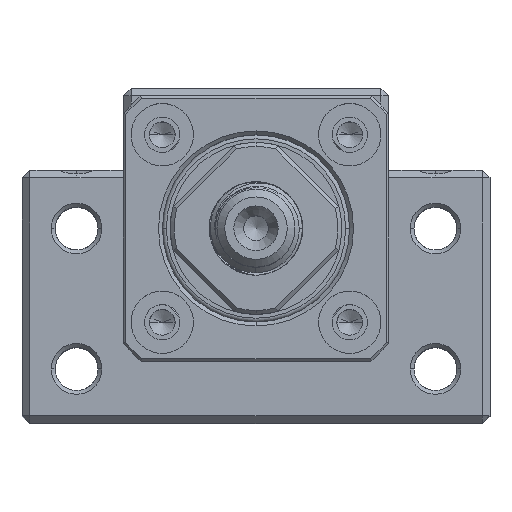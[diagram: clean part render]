
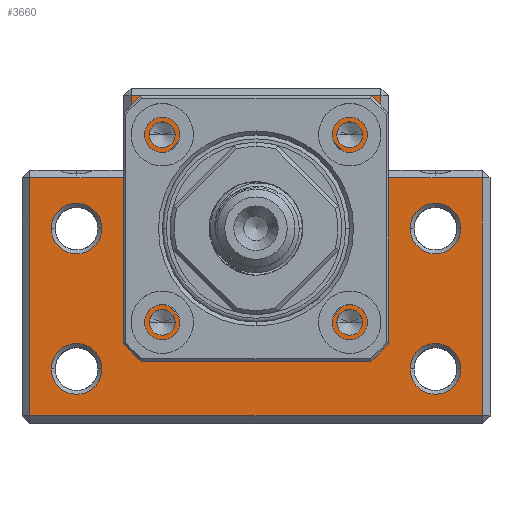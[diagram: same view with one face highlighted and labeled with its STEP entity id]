
A CAD part, top view. The second image highlights one B-rep face of the part: STEP entity #3660.
In plain terms, the highlighted planar face has unit normal (0, 0, 1).
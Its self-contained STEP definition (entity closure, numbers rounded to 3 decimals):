
#193=CARTESIAN_POINT('',(-26.25,7.,12.5));
#194=VERTEX_POINT('',#193);
#201=CARTESIAN_POINT('',(-19.75,7.,12.5));
#202=VERTEX_POINT('',#201);
#203=CARTESIAN_POINT('',(-23.,7.,12.5));
#204=DIRECTION('',(-0.,-0.,-1.));
#205=DIRECTION('',(1.,0.,-0.));
#206=AXIS2_PLACEMENT_3D('',#203,#204,#205);
#207=CIRCLE('',#206,3.25);
#208=EDGE_CURVE('',#202,#194,#207,.T.);
#235=CARTESIAN_POINT('',(-26.25,25.,12.5));
#236=VERTEX_POINT('',#235);
#243=CARTESIAN_POINT('',(-19.75,25.,12.5));
#244=VERTEX_POINT('',#243);
#245=CARTESIAN_POINT('',(-23.,25.,12.5));
#246=DIRECTION('',(-0.,-0.,-1.));
#247=DIRECTION('',(1.,0.,-0.));
#248=AXIS2_PLACEMENT_3D('',#245,#246,#247);
#249=CIRCLE('',#248,3.25);
#250=EDGE_CURVE('',#244,#236,#249,.T.);
#277=CARTESIAN_POINT('',(19.75,25.,12.5));
#278=VERTEX_POINT('',#277);
#285=CARTESIAN_POINT('',(26.25,25.,12.5));
#286=VERTEX_POINT('',#285);
#287=CARTESIAN_POINT('',(23.,25.,12.5));
#288=DIRECTION('',(-0.,-0.,-1.));
#289=DIRECTION('',(1.,0.,-0.));
#290=AXIS2_PLACEMENT_3D('',#287,#288,#289);
#291=CIRCLE('',#290,3.25);
#292=EDGE_CURVE('',#286,#278,#291,.T.);
#319=CARTESIAN_POINT('',(19.75,7.,12.5));
#320=VERTEX_POINT('',#319);
#327=CARTESIAN_POINT('',(26.25,7.,12.5));
#328=VERTEX_POINT('',#327);
#329=CARTESIAN_POINT('',(23.,7.,12.5));
#330=DIRECTION('',(-0.,-0.,-1.));
#331=DIRECTION('',(1.,0.,-0.));
#332=AXIS2_PLACEMENT_3D('',#329,#330,#331);
#333=CIRCLE('',#332,3.25);
#334=EDGE_CURVE('',#328,#320,#333,.T.);
#571=CARTESIAN_POINT('',(-15.,25.,12.5));
#572=VERTEX_POINT('',#571);
#579=CARTESIAN_POINT('',(15.,25.,12.5));
#580=VERTEX_POINT('',#579);
#581=CARTESIAN_POINT('',(0.,25.,12.5));
#582=DIRECTION('',(-0.,-0.,-1.));
#583=DIRECTION('',(1.,0.,-0.));
#584=AXIS2_PLACEMENT_3D('',#581,#582,#583);
#585=CIRCLE('',#584,15.);
#586=EDGE_CURVE('',#580,#572,#585,.T.);
#2219=CARTESIAN_POINT('',(10.371,37.021,12.5));
#2220=VERTEX_POINT('',#2219);
#2227=CARTESIAN_POINT('',(13.671,37.021,12.5));
#2228=VERTEX_POINT('',#2227);
#2229=CARTESIAN_POINT('',(12.021,37.021,12.5));
#2230=DIRECTION('',(-0.,-0.,1.));
#2231=DIRECTION('',(1.,0.,0.));
#2232=AXIS2_PLACEMENT_3D('',#2229,#2230,#2231);
#2233=CIRCLE('',#2232,1.65);
#2234=EDGE_CURVE('',#2220,#2228,#2233,.T.);
#2284=CARTESIAN_POINT('',(10.371,12.979,12.5));
#2285=VERTEX_POINT('',#2284);
#2292=CARTESIAN_POINT('',(13.671,12.979,12.5));
#2293=VERTEX_POINT('',#2292);
#2294=CARTESIAN_POINT('',(12.021,12.979,12.5));
#2295=DIRECTION('',(-0.,-0.,1.));
#2296=DIRECTION('',(1.,0.,0.));
#2297=AXIS2_PLACEMENT_3D('',#2294,#2295,#2296);
#2298=CIRCLE('',#2297,1.65);
#2299=EDGE_CURVE('',#2285,#2293,#2298,.T.);
#2349=CARTESIAN_POINT('',(-13.671,12.979,12.5));
#2350=VERTEX_POINT('',#2349);
#2357=CARTESIAN_POINT('',(-10.371,12.979,12.5));
#2358=VERTEX_POINT('',#2357);
#2359=CARTESIAN_POINT('',(-12.021,12.979,12.5));
#2360=DIRECTION('',(-0.,-0.,1.));
#2361=DIRECTION('',(1.,0.,0.));
#2362=AXIS2_PLACEMENT_3D('',#2359,#2360,#2361);
#2363=CIRCLE('',#2362,1.65);
#2364=EDGE_CURVE('',#2350,#2358,#2363,.T.);
#2414=CARTESIAN_POINT('',(-13.671,37.021,12.5));
#2415=VERTEX_POINT('',#2414);
#2422=CARTESIAN_POINT('',(-10.371,37.021,12.5));
#2423=VERTEX_POINT('',#2422);
#2424=CARTESIAN_POINT('',(-12.021,37.021,12.5));
#2425=DIRECTION('',(-0.,-0.,1.));
#2426=DIRECTION('',(1.,0.,0.));
#2427=AXIS2_PLACEMENT_3D('',#2424,#2425,#2426);
#2428=CIRCLE('',#2427,1.65);
#2429=EDGE_CURVE('',#2415,#2423,#2428,.T.);
#3499=CARTESIAN_POINT('',(-30.,-0.,12.5));
#3500=DIRECTION('',(0.,0.,1.));
#3501=DIRECTION('',(1.,0.,0.));
#3502=AXIS2_PLACEMENT_3D('',#3499,#3500,#3501);
#3503=PLANE('',#3502);
#3504=ORIENTED_EDGE('',*,*,#334,.T.);
#3505=CARTESIAN_POINT('',(23.,7.,12.5));
#3506=DIRECTION('',(0.,0.,-1.));
#3507=DIRECTION('',(1.,0.,0.));
#3508=AXIS2_PLACEMENT_3D('',#3505,#3506,#3507);
#3509=CIRCLE('',#3508,3.25);
#3510=EDGE_CURVE('',#320,#328,#3509,.T.);
#3511=ORIENTED_EDGE('',*,*,#3510,.T.);
#3512=EDGE_LOOP('',(#3504,#3511));
#3513=FACE_BOUND('',#3512,.T.);
#3514=ORIENTED_EDGE('',*,*,#292,.T.);
#3515=CARTESIAN_POINT('',(23.,25.,12.5));
#3516=DIRECTION('',(0.,0.,-1.));
#3517=DIRECTION('',(1.,0.,0.));
#3518=AXIS2_PLACEMENT_3D('',#3515,#3516,#3517);
#3519=CIRCLE('',#3518,3.25);
#3520=EDGE_CURVE('',#278,#286,#3519,.T.);
#3521=ORIENTED_EDGE('',*,*,#3520,.T.);
#3522=EDGE_LOOP('',(#3514,#3521));
#3523=FACE_BOUND('',#3522,.T.);
#3524=ORIENTED_EDGE('',*,*,#250,.T.);
#3525=CARTESIAN_POINT('',(-23.,25.,12.5));
#3526=DIRECTION('',(0.,0.,-1.));
#3527=DIRECTION('',(1.,0.,0.));
#3528=AXIS2_PLACEMENT_3D('',#3525,#3526,#3527);
#3529=CIRCLE('',#3528,3.25);
#3530=EDGE_CURVE('',#236,#244,#3529,.T.);
#3531=ORIENTED_EDGE('',*,*,#3530,.T.);
#3532=EDGE_LOOP('',(#3524,#3531));
#3533=FACE_BOUND('',#3532,.T.);
#3534=ORIENTED_EDGE('',*,*,#208,.T.);
#3535=CARTESIAN_POINT('',(-23.,7.,12.5));
#3536=DIRECTION('',(0.,0.,-1.));
#3537=DIRECTION('',(1.,0.,0.));
#3538=AXIS2_PLACEMENT_3D('',#3535,#3536,#3537);
#3539=CIRCLE('',#3538,3.25);
#3540=EDGE_CURVE('',#194,#202,#3539,.T.);
#3541=ORIENTED_EDGE('',*,*,#3540,.T.);
#3542=EDGE_LOOP('',(#3534,#3541));
#3543=FACE_BOUND('',#3542,.T.);
#3544=ORIENTED_EDGE('',*,*,#586,.T.);
#3545=CARTESIAN_POINT('',(0.,25.,12.5));
#3546=DIRECTION('',(0.,0.,-1.));
#3547=DIRECTION('',(1.,0.,0.));
#3548=AXIS2_PLACEMENT_3D('',#3545,#3546,#3547);
#3549=CIRCLE('',#3548,15.);
#3550=EDGE_CURVE('',#572,#580,#3549,.T.);
#3551=ORIENTED_EDGE('',*,*,#3550,.T.);
#3552=EDGE_LOOP('',(#3544,#3551));
#3553=FACE_BOUND('',#3552,.T.);
#3554=CARTESIAN_POINT('',(16.,31.5,12.5));
#3555=VERTEX_POINT('',#3554);
#3556=CARTESIAN_POINT('',(16.,42.,12.5));
#3557=VERTEX_POINT('',#3556);
#3558=CARTESIAN_POINT('',(16.,-12345.,12.5));
#3559=DIRECTION('',(0.,1.,0.));
#3560=VECTOR('',#3559,24690.);
#3561=LINE('',#3558,#3560);
#3562=EDGE_CURVE('',#3555,#3557,#3561,.T.);
#3563=ORIENTED_EDGE('',*,*,#3562,.T.);
#3564=CARTESIAN_POINT('',(-16.,42.,12.5));
#3565=VERTEX_POINT('',#3564);
#3566=CARTESIAN_POINT('',(12315.,42.,12.5));
#3567=DIRECTION('',(-1.,-0.,0.));
#3568=VECTOR('',#3567,24690.);
#3569=LINE('',#3566,#3568);
#3570=EDGE_CURVE('',#3557,#3565,#3569,.T.);
#3571=ORIENTED_EDGE('',*,*,#3570,.T.);
#3572=CARTESIAN_POINT('',(-16.,31.5,12.5));
#3573=VERTEX_POINT('',#3572);
#3574=CARTESIAN_POINT('',(-16.,12345.,12.5));
#3575=DIRECTION('',(0.,-1.,0.));
#3576=VECTOR('',#3575,24690.);
#3577=LINE('',#3574,#3576);
#3578=EDGE_CURVE('',#3565,#3573,#3577,.T.);
#3579=ORIENTED_EDGE('',*,*,#3578,.T.);
#3580=CARTESIAN_POINT('',(-29.,31.5,12.5));
#3581=VERTEX_POINT('',#3580);
#3582=CARTESIAN_POINT('',(12315.,31.5,12.5));
#3583=DIRECTION('',(-1.,0.,0.));
#3584=VECTOR('',#3583,24690.);
#3585=LINE('',#3582,#3584);
#3586=EDGE_CURVE('',#3573,#3581,#3585,.T.);
#3587=ORIENTED_EDGE('',*,*,#3586,.T.);
#3588=CARTESIAN_POINT('',(-29.,1.,12.5));
#3589=VERTEX_POINT('',#3588);
#3590=CARTESIAN_POINT('',(-29.,12345.,12.5));
#3591=DIRECTION('',(0.,-1.,0.));
#3592=VECTOR('',#3591,24690.);
#3593=LINE('',#3590,#3592);
#3594=EDGE_CURVE('',#3581,#3589,#3593,.T.);
#3595=ORIENTED_EDGE('',*,*,#3594,.T.);
#3596=CARTESIAN_POINT('',(29.,1.,12.5));
#3597=VERTEX_POINT('',#3596);
#3598=CARTESIAN_POINT('',(-12375.,1.,12.5));
#3599=DIRECTION('',(1.,0.,-0.));
#3600=VECTOR('',#3599,24690.);
#3601=LINE('',#3598,#3600);
#3602=EDGE_CURVE('',#3589,#3597,#3601,.T.);
#3603=ORIENTED_EDGE('',*,*,#3602,.T.);
#3604=CARTESIAN_POINT('',(29.,31.5,12.5));
#3605=VERTEX_POINT('',#3604);
#3606=CARTESIAN_POINT('',(29.,-12345.,12.5));
#3607=DIRECTION('',(-0.,1.,0.));
#3608=VECTOR('',#3607,24690.);
#3609=LINE('',#3606,#3608);
#3610=EDGE_CURVE('',#3597,#3605,#3609,.T.);
#3611=ORIENTED_EDGE('',*,*,#3610,.T.);
#3612=CARTESIAN_POINT('',(12315.,31.5,12.5));
#3613=DIRECTION('',(-1.,0.,0.));
#3614=VECTOR('',#3613,24690.);
#3615=LINE('',#3612,#3614);
#3616=EDGE_CURVE('',#3605,#3555,#3615,.T.);
#3617=ORIENTED_EDGE('',*,*,#3616,.T.);
#3618=EDGE_LOOP('',(#3563,#3571,#3579,#3587,#3595,#3603,#3611,#3617));
#3619=FACE_BOUND('',#3618,.T.);
#3620=CARTESIAN_POINT('',(12.021,37.021,12.5));
#3621=DIRECTION('',(0.,0.,1.));
#3622=DIRECTION('',(1.,0.,-0.));
#3623=AXIS2_PLACEMENT_3D('',#3620,#3621,#3622);
#3624=CIRCLE('',#3623,1.65);
#3625=EDGE_CURVE('',#2228,#2220,#3624,.T.);
#3626=ORIENTED_EDGE('',*,*,#3625,.F.);
#3627=ORIENTED_EDGE('',*,*,#2234,.F.);
#3628=EDGE_LOOP('',(#3626,#3627));
#3629=FACE_BOUND('',#3628,.T.);
#3630=CARTESIAN_POINT('',(12.021,12.979,12.5));
#3631=DIRECTION('',(0.,0.,1.));
#3632=DIRECTION('',(1.,0.,-0.));
#3633=AXIS2_PLACEMENT_3D('',#3630,#3631,#3632);
#3634=CIRCLE('',#3633,1.65);
#3635=EDGE_CURVE('',#2293,#2285,#3634,.T.);
#3636=ORIENTED_EDGE('',*,*,#3635,.F.);
#3637=ORIENTED_EDGE('',*,*,#2299,.F.);
#3638=EDGE_LOOP('',(#3636,#3637));
#3639=FACE_BOUND('',#3638,.T.);
#3640=CARTESIAN_POINT('',(-12.021,12.979,12.5));
#3641=DIRECTION('',(0.,0.,1.));
#3642=DIRECTION('',(1.,0.,-0.));
#3643=AXIS2_PLACEMENT_3D('',#3640,#3641,#3642);
#3644=CIRCLE('',#3643,1.65);
#3645=EDGE_CURVE('',#2358,#2350,#3644,.T.);
#3646=ORIENTED_EDGE('',*,*,#3645,.F.);
#3647=ORIENTED_EDGE('',*,*,#2364,.F.);
#3648=EDGE_LOOP('',(#3646,#3647));
#3649=FACE_BOUND('',#3648,.T.);
#3650=CARTESIAN_POINT('',(-12.021,37.021,12.5));
#3651=DIRECTION('',(0.,0.,1.));
#3652=DIRECTION('',(1.,0.,-0.));
#3653=AXIS2_PLACEMENT_3D('',#3650,#3651,#3652);
#3654=CIRCLE('',#3653,1.65);
#3655=EDGE_CURVE('',#2423,#2415,#3654,.T.);
#3656=ORIENTED_EDGE('',*,*,#3655,.F.);
#3657=ORIENTED_EDGE('',*,*,#2429,.F.);
#3658=EDGE_LOOP('',(#3656,#3657));
#3659=FACE_BOUND('',#3658,.T.);
#3660=ADVANCED_FACE('',(#3513,#3523,#3533,#3543,#3553,#3619,#3629,#3639,#3649,#3659),#3503,.T.);
